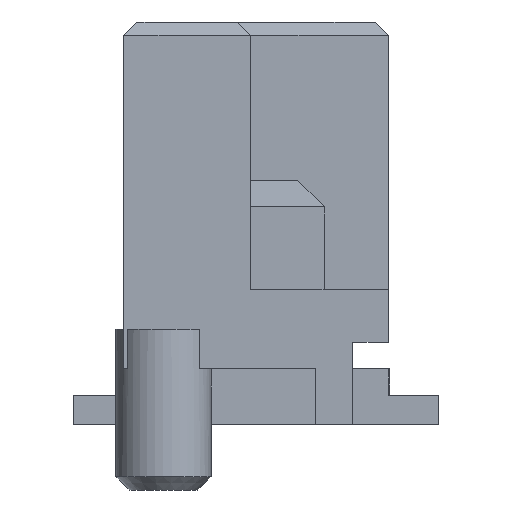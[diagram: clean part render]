
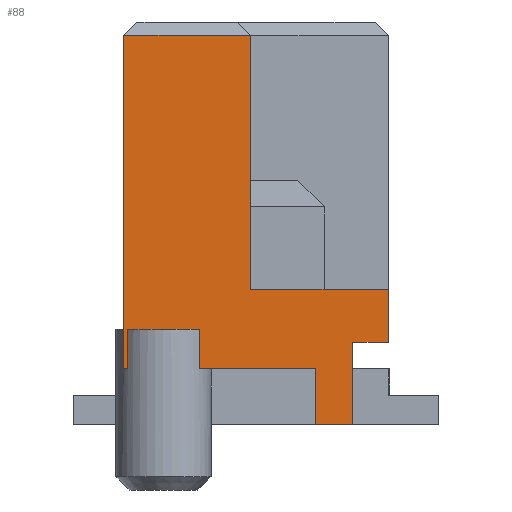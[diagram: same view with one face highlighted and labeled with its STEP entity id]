
A CAD part, front view. The second image highlights one B-rep face of the part: STEP entity #88.
In plain terms, the highlighted planar face has unit normal (0, -1, 0).
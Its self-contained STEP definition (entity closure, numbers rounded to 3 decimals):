
#22 = VERTEX_POINT('',#23);
#23 = CARTESIAN_POINT('',(-2.65,-12.05,7.366));
#31 = EDGE_CURVE('',#22,#32,#34,.T.);
#32 = VERTEX_POINT('',#33);
#33 = CARTESIAN_POINT('',(-0.25,-12.05,7.366));
#34 = LINE('',#35,#36);
#35 = CARTESIAN_POINT('',(-2.4,-12.05,7.366));
#36 = VECTOR('',#37,1.);
#37 = DIRECTION('',(1.,0.,0.));
#88 = ADVANCED_FACE('',(#89),#194,.T.);
#89 = FACE_BOUND('',#90,.T.);
#90 = EDGE_LOOP('',(#91,#101,#109,#117,#123,#124,#132,#140,#148,#156,
#164,#172,#180,#188));
#91 = ORIENTED_EDGE('',*,*,#92,.F.);
#92 = EDGE_CURVE('',#93,#95,#97,.T.);
#93 = VERTEX_POINT('',#94);
#94 = CARTESIAN_POINT('',(2.35,-12.05,1.56));
#95 = VERTEX_POINT('',#96);
#96 = CARTESIAN_POINT('',(1.68,-12.05,1.56));
#97 = LINE('',#98,#99);
#98 = CARTESIAN_POINT('',(2.36,-12.05,1.56));
#99 = VECTOR('',#100,1.);
#100 = DIRECTION('',(-1.,0.,0.));
#101 = ORIENTED_EDGE('',*,*,#102,.T.);
#102 = EDGE_CURVE('',#93,#103,#105,.T.);
#103 = VERTEX_POINT('',#104);
#104 = CARTESIAN_POINT('',(2.35,-12.05,2.56));
#105 = LINE('',#106,#107);
#106 = CARTESIAN_POINT('',(2.35,-12.05,1.06));
#107 = VECTOR('',#108,1.);
#108 = DIRECTION('',(0.,0.,1.));
#109 = ORIENTED_EDGE('',*,*,#110,.T.);
#110 = EDGE_CURVE('',#103,#111,#113,.T.);
#111 = VERTEX_POINT('',#112);
#112 = CARTESIAN_POINT('',(-0.25,-12.05,2.56));
#113 = LINE('',#114,#115);
#114 = CARTESIAN_POINT('',(2.35,-12.05,2.56));
#115 = VECTOR('',#116,1.);
#116 = DIRECTION('',(-1.,0.,0.));
#117 = ORIENTED_EDGE('',*,*,#118,.T.);
#118 = EDGE_CURVE('',#111,#32,#119,.T.);
#119 = LINE('',#120,#121);
#120 = CARTESIAN_POINT('',(-0.25,-12.05,1.566));
#121 = VECTOR('',#122,1.);
#122 = DIRECTION('',(0.,0.,1.));
#123 = ORIENTED_EDGE('',*,*,#31,.F.);
#124 = ORIENTED_EDGE('',*,*,#125,.F.);
#125 = EDGE_CURVE('',#126,#22,#128,.T.);
#126 = VERTEX_POINT('',#127);
#127 = CARTESIAN_POINT('',(-2.65,-12.05,1.06));
#128 = LINE('',#129,#130);
#129 = CARTESIAN_POINT('',(-2.65,-12.05,1.06));
#130 = VECTOR('',#131,1.);
#131 = DIRECTION('',(0.,0.,1.));
#132 = ORIENTED_EDGE('',*,*,#133,.F.);
#133 = EDGE_CURVE('',#134,#126,#136,.T.);
#134 = VERTEX_POINT('',#135);
#135 = CARTESIAN_POINT('',(-2.575,-12.05,1.06));
#136 = LINE('',#137,#138);
#137 = CARTESIAN_POINT('',(2.35,-12.05,1.06));
#138 = VECTOR('',#139,1.);
#139 = DIRECTION('',(-1.,0.,0.));
#140 = ORIENTED_EDGE('',*,*,#141,.T.);
#141 = EDGE_CURVE('',#134,#142,#144,.T.);
#142 = VERTEX_POINT('',#143);
#143 = CARTESIAN_POINT('',(-2.575,-12.05,1.81));
#144 = LINE('',#145,#146);
#145 = CARTESIAN_POINT('',(-2.575,-12.05,1.81));
#146 = VECTOR('',#147,1.);
#147 = DIRECTION('',(0.,0.,1.));
#148 = ORIENTED_EDGE('',*,*,#149,.F.);
#149 = EDGE_CURVE('',#150,#142,#152,.T.);
#150 = VERTEX_POINT('',#151);
#151 = CARTESIAN_POINT('',(-1.225,-12.05,1.81));
#152 = LINE('',#153,#154);
#153 = CARTESIAN_POINT('',(-1.221,-12.05,1.81));
#154 = VECTOR('',#155,1.);
#155 = DIRECTION('',(-1.,0.,0.));
#156 = ORIENTED_EDGE('',*,*,#157,.F.);
#157 = EDGE_CURVE('',#158,#150,#160,.T.);
#158 = VERTEX_POINT('',#159);
#159 = CARTESIAN_POINT('',(-1.225,-12.05,1.06));
#160 = LINE('',#161,#162);
#161 = CARTESIAN_POINT('',(-1.225,-12.05,1.81));
#162 = VECTOR('',#163,1.);
#163 = DIRECTION('',(0.,0.,1.));
#164 = ORIENTED_EDGE('',*,*,#165,.F.);
#165 = EDGE_CURVE('',#166,#158,#168,.T.);
#166 = VERTEX_POINT('',#167);
#167 = CARTESIAN_POINT('',(0.98,-12.05,1.06));
#168 = LINE('',#169,#170);
#169 = CARTESIAN_POINT('',(2.35,-12.05,1.06));
#170 = VECTOR('',#171,1.);
#171 = DIRECTION('',(-1.,0.,0.));
#172 = ORIENTED_EDGE('',*,*,#173,.F.);
#173 = EDGE_CURVE('',#174,#166,#176,.T.);
#174 = VERTEX_POINT('',#175);
#175 = CARTESIAN_POINT('',(0.98,-12.05,0.));
#176 = LINE('',#177,#178);
#177 = CARTESIAN_POINT('',(0.98,-12.05,0.));
#178 = VECTOR('',#179,1.);
#179 = DIRECTION('',(0.,0.,1.));
#180 = ORIENTED_EDGE('',*,*,#181,.T.);
#181 = EDGE_CURVE('',#174,#182,#184,.T.);
#182 = VERTEX_POINT('',#183);
#183 = CARTESIAN_POINT('',(1.68,-12.05,0.));
#184 = LINE('',#185,#186);
#185 = CARTESIAN_POINT('',(0.98,-12.05,0.));
#186 = VECTOR('',#187,1.);
#187 = DIRECTION('',(1.,0.,0.));
#188 = ORIENTED_EDGE('',*,*,#189,.T.);
#189 = EDGE_CURVE('',#182,#95,#190,.T.);
#190 = LINE('',#191,#192);
#191 = CARTESIAN_POINT('',(1.68,-12.05,1.06));
#192 = VECTOR('',#193,1.);
#193 = DIRECTION('',(0.,0.,1.));
#194 = PLANE('',#195);
#195 = AXIS2_PLACEMENT_3D('',#196,#197,#198);
#196 = CARTESIAN_POINT('',(-0.542,-12.05,3.376));
#197 = DIRECTION('',(0.,-1.,0.));
#198 = DIRECTION('',(-1.,0.,0.));
